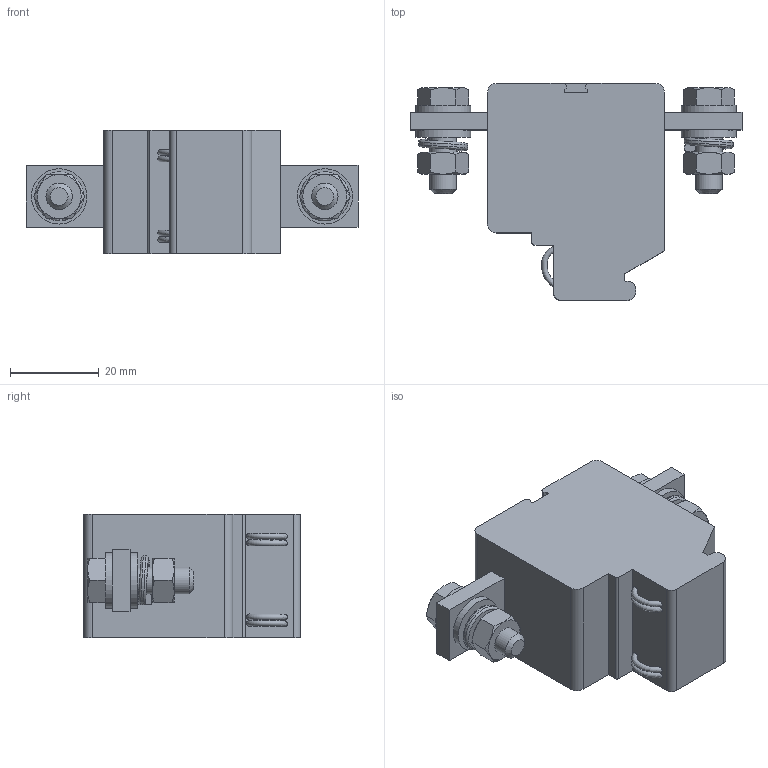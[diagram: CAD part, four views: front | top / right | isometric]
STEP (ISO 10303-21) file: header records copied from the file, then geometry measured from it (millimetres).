
FILE_DESCRIPTION(/* description */ ('Unknown'),/* implementation_level */ '2;1');
FILE_NAME(/* name */ 'CBT110_KH_3D',/* time_stamp */ '2019-11-13T10:23:01+06:00',/* author */ ('Unknown'),/* organization */ ('Unknown'),/* preprocessor_version */ 'ST-DEVELOPER v16.7',/* originating_system */ 'DEX',/* authorisation */ $);
FILE_SCHEMA (('AUTOMOTIVE_DESIGN {1 0 10303 214 3 1 1}'));
Length unit declared in the file: millimetre
Products named in the file (1): CBT110
Bounding box: 75 x 49 x 28 mm (x, y, z)
Volume: 51536.7 mm3; surface area: 12054.1 mm2
Topology: 3 solids, 3 shells, 141 faces, 353 edges, 238 vertices
Faces by surface type: plane 86, cylinder 31, bspline 16, cone 8
Full cylindrical faces by diameter (mm): 6 x6, 6.4 x2, 6.6 x4, 12.5 x4
Entity records: 6334 total; most frequent: CARTESIAN_POINT 2429, ORIENTED_EDGE 614, DIRECTION 543, EDGE_CURVE 307, VERTEX_POINT 220, EDGE_LOOP 197, FACE_BOUND 197, AXIS2_PLACEMENT_3D 186
